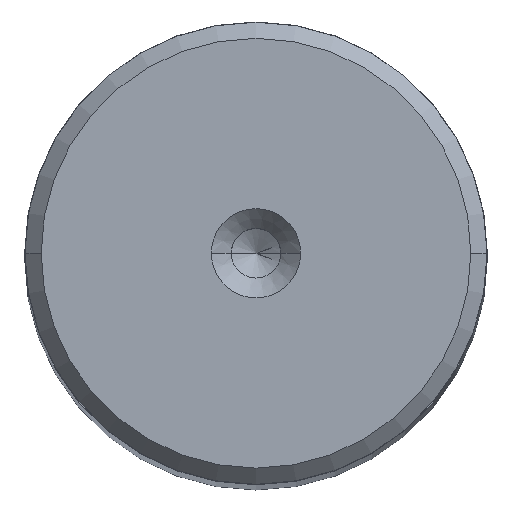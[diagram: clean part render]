
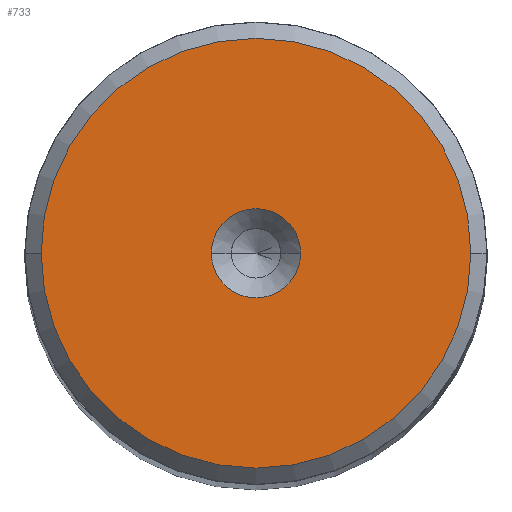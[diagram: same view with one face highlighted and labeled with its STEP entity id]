
A CAD part, top view. The second image highlights one B-rep face of the part: STEP entity #733.
In plain terms, the highlighted planar face has unit normal (0, 0, 1).
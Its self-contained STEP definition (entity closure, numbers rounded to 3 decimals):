
#11 = DIRECTION ( 'NONE',  ( 1., 0., 0. ) ) ;
#138 = CARTESIAN_POINT ( 'NONE',  ( 2.7, 0., 190. ) ) ;
#142 = CARTESIAN_POINT ( 'NONE',  ( 0., 0., 190. ) ) ;
#143 = CARTESIAN_POINT ( 'NONE',  ( -2.7, 0., 190. ) ) ;
#231 = CIRCLE ( 'NONE', #1207, 13.012 ) ;
#244 = ORIENTED_EDGE ( 'NONE', *, *, #2976, .F. ) ;
#275 = VERTEX_POINT ( 'NONE', #369 ) ;
#348 = VERTEX_POINT ( 'NONE', #138 ) ;
#369 = CARTESIAN_POINT ( 'NONE',  ( 13.012, 0., 190. ) ) ;
#384 = FACE_OUTER_BOUND ( 'NONE', #1460, .T. ) ;
#387 = CARTESIAN_POINT ( 'NONE',  ( 0., 0., 190. ) ) ;
#532 = AXIS2_PLACEMENT_3D ( 'NONE', #1492, #2163, #2153 ) ;
#577 = ORIENTED_EDGE ( 'NONE', *, *, #2630, .T. ) ;
#690 = CARTESIAN_POINT ( 'NONE',  ( 0., 0., 190. ) ) ;
#733 = ADVANCED_FACE ( 'NONE', ( #1778, #384 ), #2079, .T. ) ;
#825 = VERTEX_POINT ( 'NONE', #1834 ) ;
#930 = DIRECTION ( 'NONE',  ( 0., 0., 1. ) ) ;
#936 = ORIENTED_EDGE ( 'NONE', *, *, #1839, .T. ) ;
#1032 = DIRECTION ( 'NONE',  ( 0., 0., 1. ) ) ;
#1207 = AXIS2_PLACEMENT_3D ( 'NONE', #142, #2909, #1752 ) ;
#1285 = CIRCLE ( 'NONE', #1307, 13.012 ) ;
#1307 = AXIS2_PLACEMENT_3D ( 'NONE', #387, #1980, #1549 ) ;
#1393 = CIRCLE ( 'NONE', #1634, 2.7 ) ;
#1460 = EDGE_LOOP ( 'NONE', ( #577, #936 ) ) ;
#1485 = AXIS2_PLACEMENT_3D ( 'NONE', #690, #930, #11 ) ;
#1492 = CARTESIAN_POINT ( 'NONE',  ( 0., 0., 190. ) ) ;
#1499 = CARTESIAN_POINT ( 'NONE',  ( 0., 0., 190. ) ) ;
#1549 = DIRECTION ( 'NONE',  ( 1., 0., 0. ) ) ;
#1634 = AXIS2_PLACEMENT_3D ( 'NONE', #1499, #1032, #1956 ) ;
#1719 = VERTEX_POINT ( 'NONE', #143 ) ;
#1752 = DIRECTION ( 'NONE',  ( 1., 0., 0. ) ) ;
#1778 = FACE_BOUND ( 'NONE', #2132, .T. ) ;
#1834 = CARTESIAN_POINT ( 'NONE',  ( -13.012, 0., 190. ) ) ;
#1839 = EDGE_CURVE ( 'NONE', #275, #825, #1285, .T. ) ;
#1956 = DIRECTION ( 'NONE',  ( 1., 0., 0. ) ) ;
#1980 = DIRECTION ( 'NONE',  ( 0., 0., 1. ) ) ;
#2079 = PLANE ( 'NONE',  #1485 ) ;
#2132 = EDGE_LOOP ( 'NONE', ( #2747, #244 ) ) ;
#2153 = DIRECTION ( 'NONE',  ( 1., 0., 0. ) ) ;
#2163 = DIRECTION ( 'NONE',  ( 0., 0., 1. ) ) ;
#2376 = CIRCLE ( 'NONE', #532, 2.7 ) ;
#2630 = EDGE_CURVE ( 'NONE', #825, #275, #231, .T. ) ;
#2672 = EDGE_CURVE ( 'NONE', #348, #1719, #1393, .T. ) ;
#2747 = ORIENTED_EDGE ( 'NONE', *, *, #2672, .F. ) ;
#2909 = DIRECTION ( 'NONE',  ( 0., 0., 1. ) ) ;
#2976 = EDGE_CURVE ( 'NONE', #1719, #348, #2376, .T. ) ;
